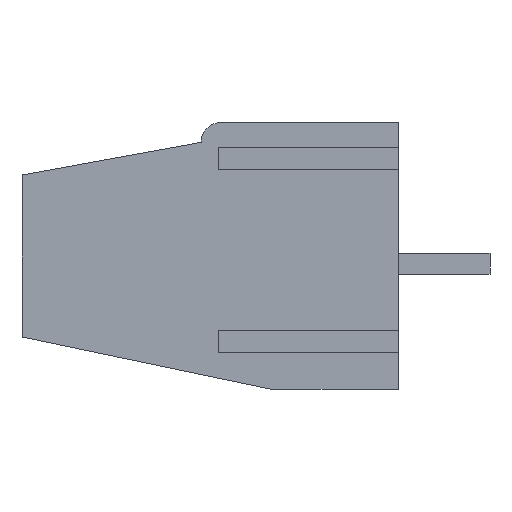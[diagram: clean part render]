
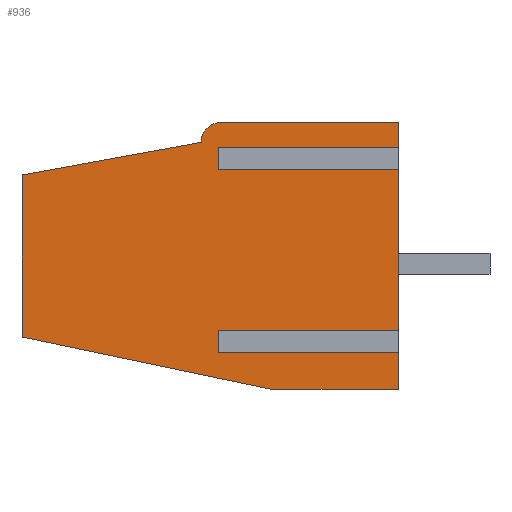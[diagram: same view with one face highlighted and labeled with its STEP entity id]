
A CAD part, left-side view. The second image highlights one B-rep face of the part: STEP entity #936.
In plain terms, the highlighted planar face has unit normal (-1, 0, 0).
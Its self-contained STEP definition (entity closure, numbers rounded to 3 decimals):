
#9 = CARTESIAN_POINT ( 'NONE',  ( -5., 0., 4.1 ) ) ;
#61 = DIRECTION ( 'NONE',  ( 0., -1., 0. ) ) ;
#111 = ORIENTED_EDGE ( 'NONE', *, *, #1436, .F. ) ;
#183 = ORIENTED_EDGE ( 'NONE', *, *, #2501, .F. ) ;
#186 = CARTESIAN_POINT ( 'NONE',  ( -5., 6.9, -2.91 ) ) ;
#215 = EDGE_LOOP ( 'NONE', ( #3138, #858, #4394, #183, #545, #4852, #4224, #1730, #2759, #111, #933, #2126, #3374, #4688, #580 ) ) ;
#270 = CARTESIAN_POINT ( 'NONE',  ( -5., 6.9, -3.66 ) ) ;
#312 = VERTEX_POINT ( 'NONE', #3522 ) ;
#350 = CARTESIAN_POINT ( 'NONE',  ( -5., 14.4, 3.1 ) ) ;
#388 = AXIS2_PLACEMENT_3D ( 'NONE', #1469, #2216, #4225 ) ;
#418 = CARTESIAN_POINT ( 'NONE',  ( -5., 6.9, 4.1 ) ) ;
#430 = EDGE_CURVE ( 'NONE', #1294, #4127, #5036, .T. ) ;
#529 = EDGE_CURVE ( 'NONE', #2162, #3528, #1561, .T. ) ;
#545 = ORIENTED_EDGE ( 'NONE', *, *, #529, .F. ) ;
#552 = VECTOR ( 'NONE', #3773, 1000. ) ;
#580 = ORIENTED_EDGE ( 'NONE', *, *, #430, .F. ) ;
#720 = CARTESIAN_POINT ( 'NONE',  ( -5., 14.4, 3.1 ) ) ;
#746 = DIRECTION ( 'NONE',  ( 0., -1., 0. ) ) ;
#751 = CARTESIAN_POINT ( 'NONE',  ( -5., 6.8, 4.35 ) ) ;
#780 = EDGE_CURVE ( 'NONE', #4127, #1879, #4935, .T. ) ;
#858 = ORIENTED_EDGE ( 'NONE', *, *, #3151, .T. ) ;
#933 = ORIENTED_EDGE ( 'NONE', *, *, #2152, .F. ) ;
#936 = ADVANCED_FACE ( 'NONE', ( #3453 ), #5074, .T. ) ;
#960 = VECTOR ( 'NONE', #3155, 1000. ) ;
#1042 = EDGE_CURVE ( 'NONE', #2467, #2797, #5171, .T. ) ;
#1140 = DIRECTION ( 'NONE',  ( 0., 0., 1. ) ) ;
#1255 = CARTESIAN_POINT ( 'NONE',  ( -5., 6.8, 5.1 ) ) ;
#1270 = CARTESIAN_POINT ( 'NONE',  ( -5., 0., 5.1 ) ) ;
#1274 = EDGE_CURVE ( 'NONE', #5058, #2797, #4325, .T. ) ;
#1283 = DIRECTION ( 'NONE',  ( 0., 1., 0. ) ) ;
#1294 = VERTEX_POINT ( 'NONE', #2316 ) ;
#1307 = VERTEX_POINT ( 'NONE', #4619 ) ;
#1397 = CARTESIAN_POINT ( 'NONE',  ( -5., 6.9, 3.35 ) ) ;
#1424 = CARTESIAN_POINT ( 'NONE',  ( -5., 7.55, 4.35 ) ) ;
#1436 = EDGE_CURVE ( 'NONE', #312, #3703, #3677, .T. ) ;
#1466 = VERTEX_POINT ( 'NONE', #720 ) ;
#1469 = CARTESIAN_POINT ( 'NONE',  ( -5., 6.8, 4.35 ) ) ;
#1487 = CARTESIAN_POINT ( 'NONE',  ( -5., 6.9, 4.1 ) ) ;
#1488 = CARTESIAN_POINT ( 'NONE',  ( -5., 0., 3.35 ) ) ;
#1510 = LINE ( 'NONE', #350, #4024 ) ;
#1520 = EDGE_CURVE ( 'NONE', #1713, #1294, #1672, .T. ) ;
#1561 = LINE ( 'NONE', #1945, #960 ) ;
#1632 = LINE ( 'NONE', #4840, #2345 ) ;
#1672 = LINE ( 'NONE', #3652, #1738 ) ;
#1688 = CARTESIAN_POINT ( 'NONE',  ( -5., 0., 5.1 ) ) ;
#1713 = VERTEX_POINT ( 'NONE', #270 ) ;
#1730 = ORIENTED_EDGE ( 'NONE', *, *, #1274, .F. ) ;
#1738 = VECTOR ( 'NONE', #61, 1000. ) ;
#1769 = CARTESIAN_POINT ( 'NONE',  ( -5., 0., -5.1 ) ) ;
#1879 = VERTEX_POINT ( 'NONE', #3224 ) ;
#1945 = CARTESIAN_POINT ( 'NONE',  ( -5., 6.9, 3.35 ) ) ;
#2126 = ORIENTED_EDGE ( 'NONE', *, *, #2729, .F. ) ;
#2152 = EDGE_CURVE ( 'NONE', #1466, #312, #3065, .T. ) ;
#2162 = VERTEX_POINT ( 'NONE', #3038 ) ;
#2164 = VECTOR ( 'NONE', #4302, 1000. ) ;
#2165 = VECTOR ( 'NONE', #5090, 1000. ) ;
#2216 = DIRECTION ( 'NONE',  ( -1., 0., 0. ) ) ;
#2267 = CARTESIAN_POINT ( 'NONE',  ( -5., 0., 5.1 ) ) ;
#2316 = CARTESIAN_POINT ( 'NONE',  ( -5., 0., -3.66 ) ) ;
#2345 = VECTOR ( 'NONE', #3265, 1000. ) ;
#2370 = DIRECTION ( 'NONE',  ( 1., 0., 0. ) ) ;
#2449 = DIRECTION ( 'NONE',  ( 0., 0., 1. ) ) ;
#2464 = DIRECTION ( 'NONE',  ( 0., -1., 0. ) ) ;
#2467 = VERTEX_POINT ( 'NONE', #1487 ) ;
#2501 = EDGE_CURVE ( 'NONE', #3528, #1307, #3738, .T. ) ;
#2614 = VECTOR ( 'NONE', #2986, 1000. ) ;
#2694 = VECTOR ( 'NONE', #2464, 1000. ) ;
#2729 = EDGE_CURVE ( 'NONE', #5075, #1466, #1510, .T. ) ;
#2737 = EDGE_CURVE ( 'NONE', #1879, #5075, #4376, .T. ) ;
#2759 = ORIENTED_EDGE ( 'NONE', *, *, #4078, .F. ) ;
#2797 = VERTEX_POINT ( 'NONE', #9 ) ;
#2986 = DIRECTION ( 'NONE',  ( 0., 0., 1. ) ) ;
#3028 = CARTESIAN_POINT ( 'NONE',  ( -5., 0., 5.1 ) ) ;
#3038 = CARTESIAN_POINT ( 'NONE',  ( -5., 6.9, 3.35 ) ) ;
#3065 = LINE ( 'NONE', #1424, #552 ) ;
#3099 = VECTOR ( 'NONE', #5185, 1000. ) ;
#3138 = ORIENTED_EDGE ( 'NONE', *, *, #1520, .F. ) ;
#3151 = EDGE_CURVE ( 'NONE', #1713, #5026, #1632, .T. ) ;
#3153 = CARTESIAN_POINT ( 'NONE',  ( -5., 6.9, -2.91 ) ) ;
#3155 = DIRECTION ( 'NONE',  ( 0., -1., 0. ) ) ;
#3224 = CARTESIAN_POINT ( 'NONE',  ( -5., 4.85, -5.1 ) ) ;
#3265 = DIRECTION ( 'NONE',  ( 0., 0., 1. ) ) ;
#3374 = ORIENTED_EDGE ( 'NONE', *, *, #2737, .F. ) ;
#3453 = FACE_OUTER_BOUND ( 'NONE', #215, .T. ) ;
#3481 = CARTESIAN_POINT ( 'NONE',  ( -5., 14.4, -3.1 ) ) ;
#3500 = VECTOR ( 'NONE', #4649, 1000. ) ;
#3522 = CARTESIAN_POINT ( 'NONE',  ( -5., 7.55, 4.35 ) ) ;
#3528 = VERTEX_POINT ( 'NONE', #1488 ) ;
#3569 = CARTESIAN_POINT ( 'NONE',  ( -5., 14.4, -3.1 ) ) ;
#3592 = AXIS2_PLACEMENT_3D ( 'NONE', #751, #2370, #2449 ) ;
#3611 = DIRECTION ( 'NONE',  ( 0., -1., 0. ) ) ;
#3652 = CARTESIAN_POINT ( 'NONE',  ( -5., 6.9, -3.66 ) ) ;
#3677 = CIRCLE ( 'NONE', #3592, 0.75 ) ;
#3703 = VERTEX_POINT ( 'NONE', #1255 ) ;
#3738 = LINE ( 'NONE', #4752, #2164 ) ;
#3773 = DIRECTION ( 'NONE',  ( 0., -0.984, 0.18 ) ) ;
#3961 = EDGE_CURVE ( 'NONE', #5026, #1307, #5163, .T. ) ;
#4024 = VECTOR ( 'NONE', #1140, 1000. ) ;
#4078 = EDGE_CURVE ( 'NONE', #3703, #5058, #4483, .T. ) ;
#4088 = CARTESIAN_POINT ( 'NONE',  ( -5., 4.85, -5.1 ) ) ;
#4100 = VECTOR ( 'NONE', #1283, 1000. ) ;
#4121 = VECTOR ( 'NONE', #746, 1000. ) ;
#4127 = VERTEX_POINT ( 'NONE', #1769 ) ;
#4177 = LINE ( 'NONE', #1397, #2614 ) ;
#4182 = EDGE_CURVE ( 'NONE', #2162, #2467, #4177, .T. ) ;
#4224 = ORIENTED_EDGE ( 'NONE', *, *, #1042, .T. ) ;
#4225 = DIRECTION ( 'NONE',  ( 0., 0., 1. ) ) ;
#4302 = DIRECTION ( 'NONE',  ( 0., 0., -1. ) ) ;
#4325 = LINE ( 'NONE', #2267, #2165 ) ;
#4376 = LINE ( 'NONE', #3569, #3099 ) ;
#4394 = ORIENTED_EDGE ( 'NONE', *, *, #3961, .T. ) ;
#4483 = LINE ( 'NONE', #1270, #2694 ) ;
#4619 = CARTESIAN_POINT ( 'NONE',  ( -5., 0., -2.91 ) ) ;
#4649 = DIRECTION ( 'NONE',  ( 0., 0., -1. ) ) ;
#4688 = ORIENTED_EDGE ( 'NONE', *, *, #780, .F. ) ;
#4752 = CARTESIAN_POINT ( 'NONE',  ( -5., 0., 5.1 ) ) ;
#4840 = CARTESIAN_POINT ( 'NONE',  ( -5., 6.9, -3.66 ) ) ;
#4852 = ORIENTED_EDGE ( 'NONE', *, *, #4182, .T. ) ;
#4935 = LINE ( 'NONE', #4088, #4100 ) ;
#5026 = VERTEX_POINT ( 'NONE', #186 ) ;
#5036 = LINE ( 'NONE', #3028, #3500 ) ;
#5058 = VERTEX_POINT ( 'NONE', #1688 ) ;
#5074 = PLANE ( 'NONE',  #388 ) ;
#5075 = VERTEX_POINT ( 'NONE', #3481 ) ;
#5090 = DIRECTION ( 'NONE',  ( 0., 0., -1. ) ) ;
#5119 = VECTOR ( 'NONE', #3611, 1000. ) ;
#5163 = LINE ( 'NONE', #3153, #4121 ) ;
#5171 = LINE ( 'NONE', #418, #5119 ) ;
#5185 = DIRECTION ( 'NONE',  ( 0., 0.979, 0.205 ) ) ;
